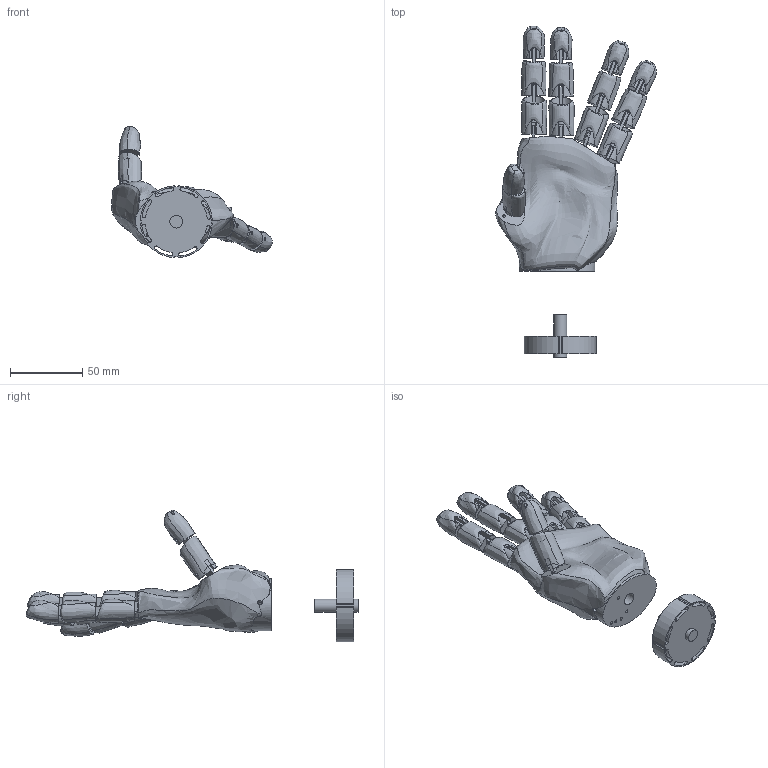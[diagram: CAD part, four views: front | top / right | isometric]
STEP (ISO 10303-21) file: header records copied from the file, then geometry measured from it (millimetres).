
FILE_DESCRIPTION(/* description */ (''),/* implementation_level */ '2;1');
FILE_NAME(/* name */ 'hand_total.stp',/* time_stamp */ '2016-05-29T19:48:32+02:00',/* author */ ('au233088'),/* organization */ (''),/* preprocessor_version */ 'ST-DEVELOPER v16.1',/* originating_system */ 'Autodesk Inventor 2016',/* authorisation */ '');
FILE_SCHEMA (('AUTOMOTIVE_DESIGN { 1 0 10303 214 3 1 1 }'));
Length unit declared in the file: millimetre
Products named in the file (11): palm_2_1; HINGE A; phalanx_proximalis; HINGE B; phalanx_media; phalanx_distalis; HINGE C; NY_PHALANX; thumb; ICRC wrist model; ny_full_hand
Assembly tree (20 placements, depth 3):
  ny_full_hand
    palm_2_1
    HINGE A  x5
    NY_PHALANX  x4
      phalanx_proximalis
      HINGE B
      phalanx_media
      phalanx_distalis
      HINGE C
    thumb
      phalanx_proximalis
      HINGE B
      phalanx_distalis
    ICRC wrist model
Bounding box: 111.51 x 230.32 x 91.11 mm (x, y, z)
Volume: 219103.3 mm3; surface area: 69737.7 mm2
Topology: 30 solids, 35 shells, 754 faces, 2270 edges, 1786 vertices
Faces by surface type: plane 479, cylinder 145, bspline 130
Full cylindrical faces by diameter (mm): 2.5 x42, 8.86 x2, 8.917 x1
Entity records: 17984 total; most frequent: CARTESIAN_POINT 11446, ORIENTED_EDGE 1322, DIRECTION 1173, EDGE_CURVE 661, VERTEX_POINT 448, LINE 393, VECTOR 393, AXIS2_PLACEMENT_3D 390
